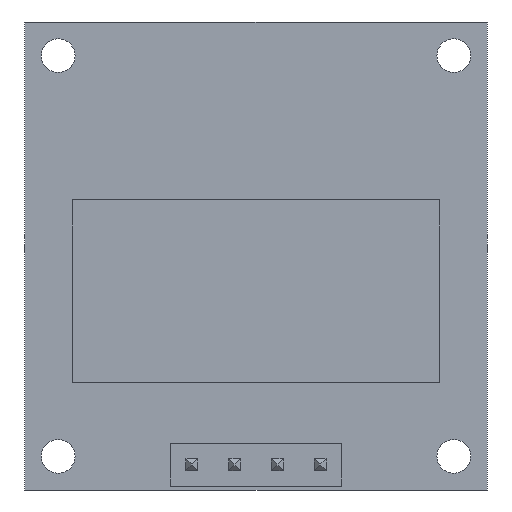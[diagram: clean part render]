
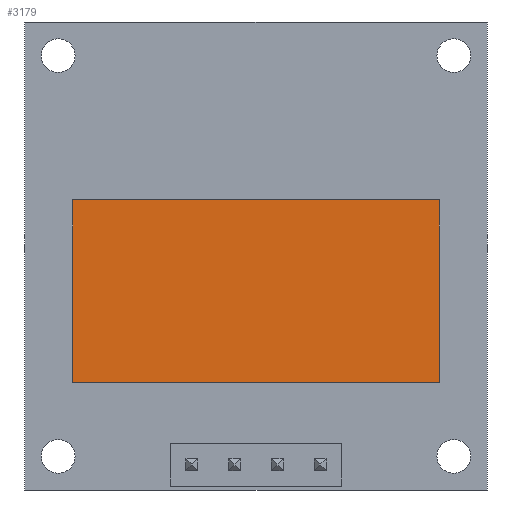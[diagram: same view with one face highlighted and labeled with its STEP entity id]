
A CAD part, front view. The second image highlights one B-rep face of the part: STEP entity #3179.
In plain terms, the highlighted planar face has unit normal (0, -1, 0).
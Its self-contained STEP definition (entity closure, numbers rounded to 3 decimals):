
#51 = DIRECTION ( 'NONE',  ( -1., 0., 0. ) ) ;
#62 = EDGE_CURVE ( 'NONE', #918, #2995, #3168, .T. ) ;
#600 = ORIENTED_EDGE ( 'NONE', *, *, #3295, .T. ) ;
#733 = CARTESIAN_POINT ( 'NONE',  ( 10.872, -0.01, -7.53 ) ) ;
#778 = DIRECTION ( 'NONE',  ( 1., 0., 0. ) ) ;
#918 = VERTEX_POINT ( 'NONE', #1574 ) ;
#1089 = FACE_OUTER_BOUND ( 'NONE', #2647, .T. ) ;
#1202 = LINE ( 'NONE', #2918, #2849 ) ;
#1354 = VECTOR ( 'NONE', #51, 1000. ) ;
#1356 = CARTESIAN_POINT ( 'NONE',  ( 10.872, -0.01, -7.53 ) ) ;
#1574 = CARTESIAN_POINT ( 'NONE',  ( 10.872, -0.01, 3.334 ) ) ;
#1635 = VECTOR ( 'NONE', #778, 1000. ) ;
#1678 = ORIENTED_EDGE ( 'NONE', *, *, #3163, .T. ) ;
#1733 = VERTEX_POINT ( 'NONE', #4026 ) ;
#1736 = DIRECTION ( 'NONE',  ( 0., 1., 0. ) ) ;
#2114 = PLANE ( 'NONE',  #3016 ) ;
#2184 = DIRECTION ( 'NONE',  ( 0., 0., -1. ) ) ;
#2401 = CARTESIAN_POINT ( 'NONE',  ( 0., -0.01, 0. ) ) ;
#2436 = CARTESIAN_POINT ( 'NONE',  ( -10.872, -0.01, 3.334 ) ) ;
#2492 = VECTOR ( 'NONE', #3495, 1000. ) ;
#2647 = EDGE_LOOP ( 'NONE', ( #2827, #600, #1678, #2667 ) ) ;
#2667 = ORIENTED_EDGE ( 'NONE', *, *, #62, .T. ) ;
#2734 = DIRECTION ( 'NONE',  ( 0., 0., 1. ) ) ;
#2827 = ORIENTED_EDGE ( 'NONE', *, *, #3504, .T. ) ;
#2849 = VECTOR ( 'NONE', #2184, 1000. ) ;
#2918 = CARTESIAN_POINT ( 'NONE',  ( -10.872, -0.01, -7.53 ) ) ;
#2995 = VERTEX_POINT ( 'NONE', #3109 ) ;
#3016 = AXIS2_PLACEMENT_3D ( 'NONE', #2401, #1736, #2734 ) ;
#3109 = CARTESIAN_POINT ( 'NONE',  ( -10.872, -0.01, 3.334 ) ) ;
#3163 = EDGE_CURVE ( 'NONE', #4010, #918, #3798, .T. ) ;
#3168 = LINE ( 'NONE', #2436, #1354 ) ;
#3179 = ADVANCED_FACE ( 'NONE', ( #1089 ), #2114, .F. ) ;
#3295 = EDGE_CURVE ( 'NONE', #1733, #4010, #3893, .T. ) ;
#3495 = DIRECTION ( 'NONE',  ( 0., 0., 1. ) ) ;
#3504 = EDGE_CURVE ( 'NONE', #2995, #1733, #1202, .T. ) ;
#3798 = LINE ( 'NONE', #733, #2492 ) ;
#3893 = LINE ( 'NONE', #3918, #1635 ) ;
#3918 = CARTESIAN_POINT ( 'NONE',  ( -10.872, -0.01, -7.53 ) ) ;
#4010 = VERTEX_POINT ( 'NONE', #1356 ) ;
#4026 = CARTESIAN_POINT ( 'NONE',  ( -10.872, -0.01, -7.53 ) ) ;
